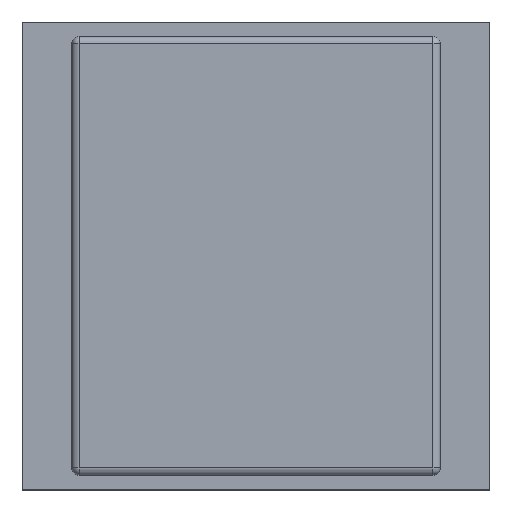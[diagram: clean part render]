
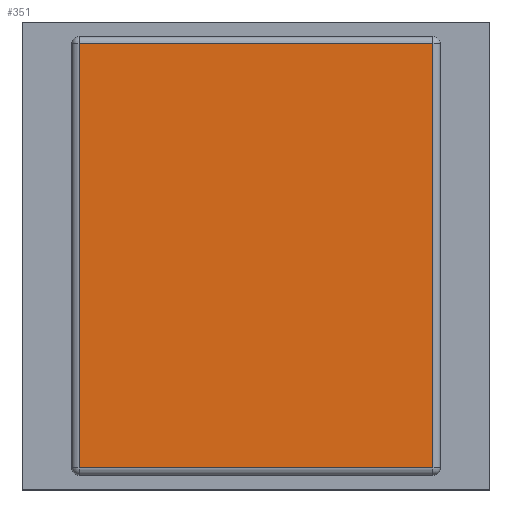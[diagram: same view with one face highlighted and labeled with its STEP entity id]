
A CAD part, top view. The second image highlights one B-rep face of the part: STEP entity #351.
In plain terms, the highlighted planar face has unit normal (0, 0, 1).
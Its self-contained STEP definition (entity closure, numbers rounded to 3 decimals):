
#23=PLANE('',#397);
#44=FACE_OUTER_BOUND('',#67,.T.);
#67=EDGE_LOOP('',(#266,#267,#268,#269));
#87=LINE('',#549,#119);
#93=LINE('',#570,#125);
#94=LINE('',#574,#126);
#95=LINE('',#575,#127);
#119=VECTOR('',#437,10.);
#125=VECTOR('',#461,10.);
#126=VECTOR('',#466,10.);
#127=VECTOR('',#467,10.);
#168=VERTEX_POINT('',#543);
#170=VERTEX_POINT('',#547);
#176=VERTEX_POINT('',#569);
#177=VERTEX_POINT('',#573);
#199=EDGE_CURVE('',#170,#168,#87,.T.);
#209=EDGE_CURVE('',#168,#176,#93,.T.);
#211=EDGE_CURVE('',#177,#170,#94,.T.);
#212=EDGE_CURVE('',#176,#177,#95,.T.);
#266=ORIENTED_EDGE('',*,*,#199,.F.);
#267=ORIENTED_EDGE('',*,*,#211,.F.);
#268=ORIENTED_EDGE('',*,*,#212,.F.);
#269=ORIENTED_EDGE('',*,*,#209,.F.);
#351=ADVANCED_FACE('',(#44),#23,.T.);
#397=AXIS2_PLACEMENT_3D('',#572,#464,#465);
#437=DIRECTION('',(1.,0.,0.));
#461=DIRECTION('',(0.,-1.,0.));
#464=DIRECTION('center_axis',(0.,0.,1.));
#465=DIRECTION('ref_axis',(1.,0.,0.));
#466=DIRECTION('',(0.,1.,0.));
#467=DIRECTION('',(-1.,0.,0.));
#543=CARTESIAN_POINT('',(14.05,15.25,2.1));
#547=CARTESIAN_POINT('',(1.95,15.25,2.1));
#549=CARTESIAN_POINT('',(11.15,15.25,2.1));
#569=CARTESIAN_POINT('',(14.05,0.75,2.1));
#570=CARTESIAN_POINT('',(14.05,4.25,2.1));
#572=CARTESIAN_POINT('Origin',(8.,8.,2.1));
#573=CARTESIAN_POINT('',(1.95,0.75,2.1));
#574=CARTESIAN_POINT('',(1.95,11.75,2.1));
#575=CARTESIAN_POINT('',(4.85,0.75,2.1));
